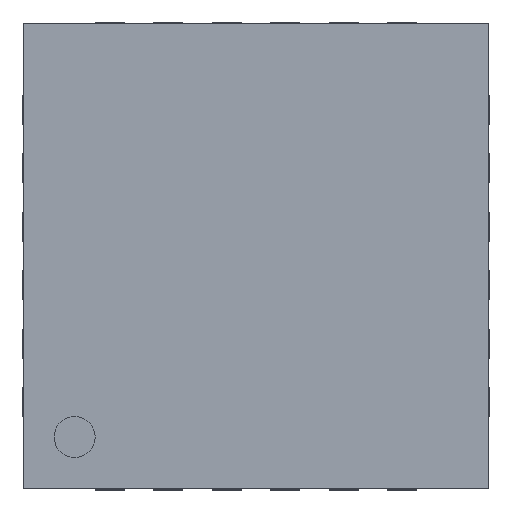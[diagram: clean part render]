
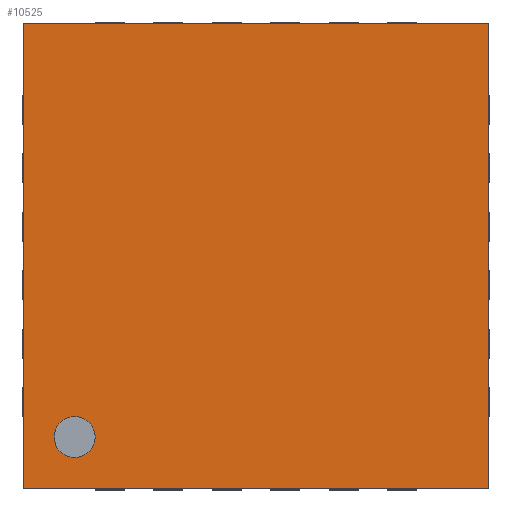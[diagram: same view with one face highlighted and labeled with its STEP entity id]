
A CAD part, top view. The second image highlights one B-rep face of the part: STEP entity #10525.
In plain terms, the highlighted planar face has unit normal (0, 0, 1).
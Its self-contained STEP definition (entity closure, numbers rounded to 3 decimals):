
#310 = PLANE('',#311);
#311 = AXIS2_PLACEMENT_3D('',#312,#313,#314);
#312 = CARTESIAN_POINT('',(-1.988,-1.988,0.025));
#313 = DIRECTION('',(1.,0.,0.));
#314 = DIRECTION('',(0.,0.,1.));
#338 = PLANE('',#339);
#339 = AXIS2_PLACEMENT_3D('',#340,#341,#342);
#340 = CARTESIAN_POINT('',(-1.988,-1.988,0.025));
#341 = DIRECTION('',(0.,1.,0.));
#342 = DIRECTION('',(0.,0.,1.));
#1026 = PLANE('',#1027);
#1027 = AXIS2_PLACEMENT_3D('',#1028,#1029,#1030);
#1028 = CARTESIAN_POINT('',(1.988,-1.988,0.025));
#1029 = DIRECTION('',(1.,0.,0.));
#1030 = DIRECTION('',(0.,0.,1.));
#1714 = PLANE('',#1715);
#1715 = AXIS2_PLACEMENT_3D('',#1716,#1717,#1718);
#1716 = CARTESIAN_POINT('',(-1.988,1.988,0.025));
#1717 = DIRECTION('',(0.,1.,0.));
#1718 = DIRECTION('',(0.,0.,1.));
#3176 = EDGE_CURVE('',#3177,#3179,#3181,.T.);
#3177 = VERTEX_POINT('',#3178);
#3178 = CARTESIAN_POINT('',(-1.988,-1.988,1.025));
#3179 = VERTEX_POINT('',#3180);
#3180 = CARTESIAN_POINT('',(-1.988,1.988,1.025));
#3181 = SURFACE_CURVE('',#3182,(#3186,#3193),.PCURVE_S1.);
#3182 = LINE('',#3183,#3184);
#3183 = CARTESIAN_POINT('',(-1.988,-1.988,1.025));
#3184 = VECTOR('',#3185,1.);
#3185 = DIRECTION('',(0.,1.,0.));
#3186 = PCURVE('',#310,#3187);
#3187 = DEFINITIONAL_REPRESENTATION('',(#3188),#3192);
#3188 = LINE('',#3189,#3190);
#3189 = CARTESIAN_POINT('',(1.,0.));
#3190 = VECTOR('',#3191,1.);
#3191 = DIRECTION('',(0.,-1.));
#3192 = ( GEOMETRIC_REPRESENTATION_CONTEXT(2)
PARAMETRIC_REPRESENTATION_CONTEXT() REPRESENTATION_CONTEXT('2D SPACE',''
) );
#3193 = PCURVE('',#3194,#3199);
#3194 = PLANE('',#3195);
#3195 = AXIS2_PLACEMENT_3D('',#3196,#3197,#3198);
#3196 = CARTESIAN_POINT('',(-1.988,-1.988,1.025));
#3197 = DIRECTION('',(0.,0.,1.));
#3198 = DIRECTION('',(1.,0.,0.));
#3199 = DEFINITIONAL_REPRESENTATION('',(#3200),#3204);
#3200 = LINE('',#3201,#3202);
#3201 = CARTESIAN_POINT('',(0.,0.));
#3202 = VECTOR('',#3203,1.);
#3203 = DIRECTION('',(0.,1.));
#3204 = ( GEOMETRIC_REPRESENTATION_CONTEXT(2)
PARAMETRIC_REPRESENTATION_CONTEXT() REPRESENTATION_CONTEXT('2D SPACE',''
) );
#5042 = EDGE_CURVE('',#3179,#5043,#5045,.T.);
#5043 = VERTEX_POINT('',#5044);
#5044 = CARTESIAN_POINT('',(1.988,1.988,1.025));
#5045 = SURFACE_CURVE('',#5046,(#5050,#5057),.PCURVE_S1.);
#5046 = LINE('',#5047,#5048);
#5047 = CARTESIAN_POINT('',(-1.988,1.988,1.025));
#5048 = VECTOR('',#5049,1.);
#5049 = DIRECTION('',(1.,0.,0.));
#5050 = PCURVE('',#1714,#5051);
#5051 = DEFINITIONAL_REPRESENTATION('',(#5052),#5056);
#5052 = LINE('',#5053,#5054);
#5053 = CARTESIAN_POINT('',(1.,0.));
#5054 = VECTOR('',#5055,1.);
#5055 = DIRECTION('',(0.,1.));
#5056 = ( GEOMETRIC_REPRESENTATION_CONTEXT(2)
PARAMETRIC_REPRESENTATION_CONTEXT() REPRESENTATION_CONTEXT('2D SPACE',''
) );
#5057 = PCURVE('',#3194,#5058);
#5058 = DEFINITIONAL_REPRESENTATION('',(#5059),#5063);
#5059 = LINE('',#5060,#5061);
#5060 = CARTESIAN_POINT('',(0.,3.975));
#5061 = VECTOR('',#5062,1.);
#5062 = DIRECTION('',(1.,0.));
#5063 = ( GEOMETRIC_REPRESENTATION_CONTEXT(2)
PARAMETRIC_REPRESENTATION_CONTEXT() REPRESENTATION_CONTEXT('2D SPACE',''
) );
#6877 = EDGE_CURVE('',#6878,#5043,#6880,.T.);
#6878 = VERTEX_POINT('',#6879);
#6879 = CARTESIAN_POINT('',(1.988,-1.988,1.025));
#6880 = SURFACE_CURVE('',#6881,(#6885,#6892),.PCURVE_S1.);
#6881 = LINE('',#6882,#6883);
#6882 = CARTESIAN_POINT('',(1.988,-1.988,1.025));
#6883 = VECTOR('',#6884,1.);
#6884 = DIRECTION('',(0.,1.,0.));
#6885 = PCURVE('',#1026,#6886);
#6886 = DEFINITIONAL_REPRESENTATION('',(#6887),#6891);
#6887 = LINE('',#6888,#6889);
#6888 = CARTESIAN_POINT('',(1.,0.));
#6889 = VECTOR('',#6890,1.);
#6890 = DIRECTION('',(0.,-1.));
#6891 = ( GEOMETRIC_REPRESENTATION_CONTEXT(2)
PARAMETRIC_REPRESENTATION_CONTEXT() REPRESENTATION_CONTEXT('2D SPACE',''
) );
#6892 = PCURVE('',#3194,#6893);
#6893 = DEFINITIONAL_REPRESENTATION('',(#6894),#6898);
#6894 = LINE('',#6895,#6896);
#6895 = CARTESIAN_POINT('',(3.975,0.));
#6896 = VECTOR('',#6897,1.);
#6897 = DIRECTION('',(0.,1.));
#6898 = ( GEOMETRIC_REPRESENTATION_CONTEXT(2)
PARAMETRIC_REPRESENTATION_CONTEXT() REPRESENTATION_CONTEXT('2D SPACE',''
) );
#8716 = EDGE_CURVE('',#3177,#6878,#8717,.T.);
#8717 = SURFACE_CURVE('',#8718,(#8722,#8729),.PCURVE_S1.);
#8718 = LINE('',#8719,#8720);
#8719 = CARTESIAN_POINT('',(-1.988,-1.988,1.025));
#8720 = VECTOR('',#8721,1.);
#8721 = DIRECTION('',(1.,0.,0.));
#8722 = PCURVE('',#338,#8723);
#8723 = DEFINITIONAL_REPRESENTATION('',(#8724),#8728);
#8724 = LINE('',#8725,#8726);
#8725 = CARTESIAN_POINT('',(1.,0.));
#8726 = VECTOR('',#8727,1.);
#8727 = DIRECTION('',(0.,1.));
#8728 = ( GEOMETRIC_REPRESENTATION_CONTEXT(2)
PARAMETRIC_REPRESENTATION_CONTEXT() REPRESENTATION_CONTEXT('2D SPACE',''
) );
#8729 = PCURVE('',#3194,#8730);
#8730 = DEFINITIONAL_REPRESENTATION('',(#8731),#8735);
#8731 = LINE('',#8732,#8733);
#8732 = CARTESIAN_POINT('',(0.,0.));
#8733 = VECTOR('',#8734,1.);
#8734 = DIRECTION('',(1.,0.));
#8735 = ( GEOMETRIC_REPRESENTATION_CONTEXT(2)
PARAMETRIC_REPRESENTATION_CONTEXT() REPRESENTATION_CONTEXT('2D SPACE',''
) );
#10525 = ADVANCED_FACE('',(#10526,#10532),#3194,.T.);
#10526 = FACE_BOUND('',#10527,.T.);
#10527 = EDGE_LOOP('',(#10528,#10529,#10530,#10531));
#10528 = ORIENTED_EDGE('',*,*,#3176,.F.);
#10529 = ORIENTED_EDGE('',*,*,#8716,.T.);
#10530 = ORIENTED_EDGE('',*,*,#6877,.T.);
#10531 = ORIENTED_EDGE('',*,*,#5042,.F.);
#10532 = FACE_BOUND('',#10533,.T.);
#10533 = EDGE_LOOP('',(#10534));
#10534 = ORIENTED_EDGE('',*,*,#10535,.T.);
#10535 = EDGE_CURVE('',#10536,#10536,#10538,.T.);
#10536 = VERTEX_POINT('',#10537);
#10537 = CARTESIAN_POINT('',(-1.375,-1.55,1.025));
#10538 = SURFACE_CURVE('',#10539,(#10544,#10555),.PCURVE_S1.);
#10539 = CIRCLE('',#10540,0.175);
#10540 = AXIS2_PLACEMENT_3D('',#10541,#10542,#10543);
#10541 = CARTESIAN_POINT('',(-1.55,-1.55,1.025));
#10542 = DIRECTION('',(0.,0.,-1.));
#10543 = DIRECTION('',(1.,0.,0.));
#10544 = PCURVE('',#3194,#10545);
#10545 = DEFINITIONAL_REPRESENTATION('',(#10546),#10554);
#10546 = ( BOUNDED_CURVE() B_SPLINE_CURVE(2,(#10547,#10548,#10549,#10550
,#10551,#10552,#10553),.UNSPECIFIED.,.T.,.F.)
B_SPLINE_CURVE_WITH_KNOTS((1,2,2,2,2,1),(-2.094,0.,
2.094,4.189,6.283,8.378),
.UNSPECIFIED.) CURVE() GEOMETRIC_REPRESENTATION_ITEM()
RATIONAL_B_SPLINE_CURVE((1.,0.5,1.,0.5,1.,0.5,1.)) REPRESENTATION_ITEM(
'') );
#10547 = CARTESIAN_POINT('',(0.613,0.438));
#10548 = CARTESIAN_POINT('',(0.613,0.134));
#10549 = CARTESIAN_POINT('',(0.35,0.286));
#10550 = CARTESIAN_POINT('',(0.088,0.438));
#10551 = CARTESIAN_POINT('',(0.35,0.589));
#10552 = CARTESIAN_POINT('',(0.613,0.741));
#10553 = CARTESIAN_POINT('',(0.613,0.438));
#10554 = ( GEOMETRIC_REPRESENTATION_CONTEXT(2)
PARAMETRIC_REPRESENTATION_CONTEXT() REPRESENTATION_CONTEXT('2D SPACE',''
) );
#10555 = PCURVE('',#10556,#10561);
#10556 = CYLINDRICAL_SURFACE('',#10557,0.175);
#10557 = AXIS2_PLACEMENT_3D('',#10558,#10559,#10560);
#10558 = CARTESIAN_POINT('',(-1.55,-1.55,1.045));
#10559 = DIRECTION('',(-0.,-0.,-1.));
#10560 = DIRECTION('',(1.,0.,0.));
#10561 = DEFINITIONAL_REPRESENTATION('',(#10562),#10566);
#10562 = LINE('',#10563,#10564);
#10563 = CARTESIAN_POINT('',(-6.283,0.02));
#10564 = VECTOR('',#10565,1.);
#10565 = DIRECTION('',(1.,-0.));
#10566 = ( GEOMETRIC_REPRESENTATION_CONTEXT(2)
PARAMETRIC_REPRESENTATION_CONTEXT() REPRESENTATION_CONTEXT('2D SPACE',''
) );
